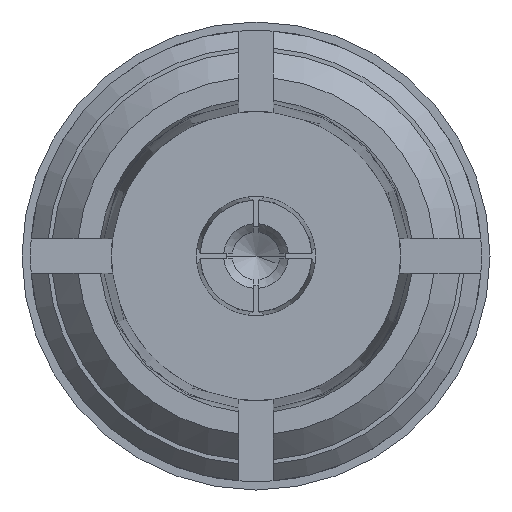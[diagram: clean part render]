
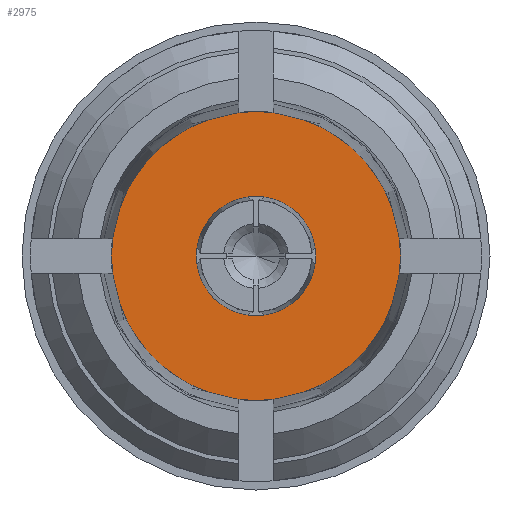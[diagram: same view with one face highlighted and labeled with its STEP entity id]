
A CAD part, left-side view. The second image highlights one B-rep face of the part: STEP entity #2975.
In plain terms, the highlighted planar face has unit normal (-1, 0, 0).
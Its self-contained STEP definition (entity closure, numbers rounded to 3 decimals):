
#32 = CARTESIAN_POINT ( 'NONE',  ( 2.6, 0., 0. ) ) ;
#176 = DIRECTION ( 'NONE',  ( -1., 0., 0. ) ) ;
#218 = CIRCLE ( 'NONE', #697, 0.85 ) ;
#305 = ORIENTED_EDGE ( 'NONE', *, *, #895, .F. ) ;
#314 = DIRECTION ( 'NONE',  ( -1., 0., 0. ) ) ;
#373 = CIRCLE ( 'NONE', #2452, 0.85 ) ;
#465 = ORIENTED_EDGE ( 'NONE', *, *, #3596, .T. ) ;
#479 = ORIENTED_EDGE ( 'NONE', *, *, #1883, .F. ) ;
#629 = EDGE_CURVE ( 'NONE', #3377, #1117, #373, .T. ) ;
#678 = FACE_OUTER_BOUND ( 'NONE', #3504, .T. ) ;
#697 = AXIS2_PLACEMENT_3D ( 'NONE', #32, #314, #1737 ) ;
#895 = EDGE_CURVE ( 'NONE', #2663, #2650, #3329, .T. ) ;
#935 = AXIS2_PLACEMENT_3D ( 'NONE', #2723, #176, #1060 ) ;
#944 = CARTESIAN_POINT ( 'NONE',  ( 2.6, 0., 0. ) ) ;
#1007 = ORIENTED_EDGE ( 'NONE', *, *, #629, .F. ) ;
#1060 = DIRECTION ( 'NONE',  ( 0., -1., 0. ) ) ;
#1117 = VERTEX_POINT ( 'NONE', #3640 ) ;
#1250 = PLANE ( 'NONE',  #2168 ) ;
#1270 = EDGE_LOOP ( 'NONE', ( #479, #305 ) ) ;
#1491 = DIRECTION ( 'NONE',  ( 0., 0., 1. ) ) ;
#1531 = DIRECTION ( 'NONE',  ( -1., 0., 0. ) ) ;
#1536 = CARTESIAN_POINT ( 'NONE',  ( 2.6, 0.35, 0. ) ) ;
#1606 = CARTESIAN_POINT ( 'NONE',  ( 2.6, 0., 0. ) ) ;
#1614 = AXIS2_PLACEMENT_3D ( 'NONE', #1606, #3238, #2147 ) ;
#1630 = DIRECTION ( 'NONE',  ( 0., 1., 0. ) ) ;
#1737 = DIRECTION ( 'NONE',  ( 0., 1., 0. ) ) ;
#1834 = CARTESIAN_POINT ( 'NONE',  ( 2.6, 0., 0. ) ) ;
#1883 = EDGE_CURVE ( 'NONE', #2650, #2663, #2551, .T. ) ;
#2083 = DIRECTION ( 'NONE',  ( 1., 0., 0. ) ) ;
#2136 = CARTESIAN_POINT ( 'NONE',  ( 2.6, -0.35, 0. ) ) ;
#2147 = DIRECTION ( 'NONE',  ( 0., 1., 0. ) ) ;
#2168 = AXIS2_PLACEMENT_3D ( 'NONE', #1834, #1531, #1491 ) ;
#2452 = AXIS2_PLACEMENT_3D ( 'NONE', #944, #2083, #1630 ) ;
#2464 = FACE_BOUND ( 'NONE', #1270, .T. ) ;
#2551 = CIRCLE ( 'NONE', #935, 0.35 ) ;
#2650 = VERTEX_POINT ( 'NONE', #2136 ) ;
#2663 = VERTEX_POINT ( 'NONE', #1536 ) ;
#2723 = CARTESIAN_POINT ( 'NONE',  ( 2.6, 0., 0. ) ) ;
#2975 = ADVANCED_FACE ( 'NONE', ( #2464, #678 ), #1250, .T. ) ;
#3010 = CARTESIAN_POINT ( 'NONE',  ( 2.6, 0.85, 0. ) ) ;
#3238 = DIRECTION ( 'NONE',  ( -1., 0., 0. ) ) ;
#3329 = CIRCLE ( 'NONE', #1614, 0.35 ) ;
#3377 = VERTEX_POINT ( 'NONE', #3010 ) ;
#3504 = EDGE_LOOP ( 'NONE', ( #465, #1007 ) ) ;
#3596 = EDGE_CURVE ( 'NONE', #3377, #1117, #218, .T. ) ;
#3640 = CARTESIAN_POINT ( 'NONE',  ( 2.6, -0.85, 0. ) ) ;
